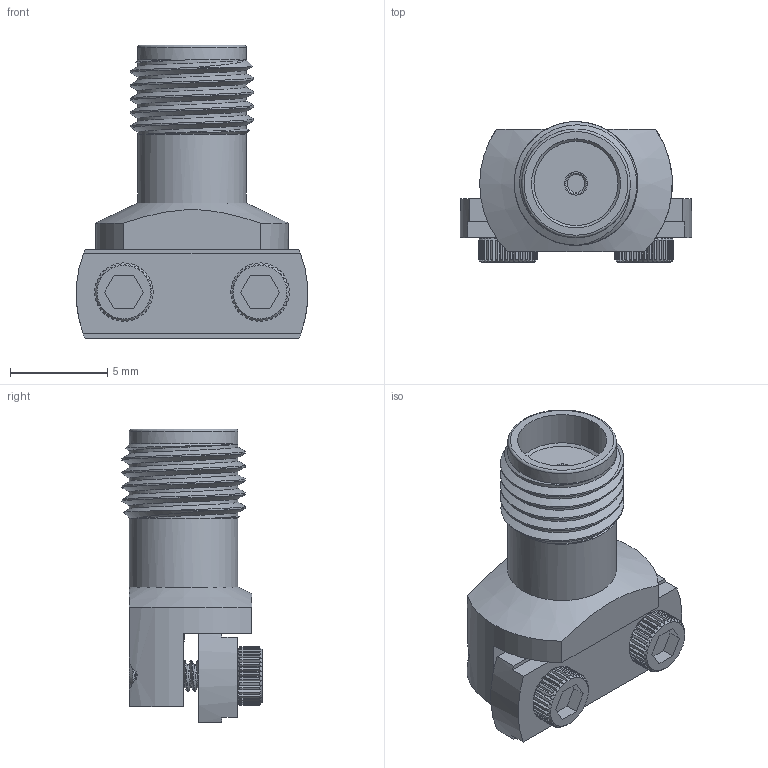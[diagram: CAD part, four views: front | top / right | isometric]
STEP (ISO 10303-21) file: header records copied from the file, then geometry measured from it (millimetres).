
FILE_DESCRIPTION (( 'STEP AP203' ), '1' );
FILE_NAME ('PE45462 ¦ FMCN1487_3D.step', '2020-12-15T18:10:30', ( '' ), ( '' ), 'SwSTEP 2.0', 'SolidWorks 2018', '' );
FILE_SCHEMA (( 'CONFIG_CONTROL_DESIGN' ));
Length unit declared in the file: inch
Products named in the file (1): PE45462 ｦ FMCN1487_3D
Bounding box: 11.88 x 7.21 x 15.09 mm (x, y, z)
Volume: 450.8 mm3; surface area: 870.7 mm2
Topology: 4 solids, 5 shells, 482 faces, 1112 edges, 646 vertices
Faces by surface type: plane 197, cone 157, cylinder 101, bspline 26, torus 1
Full cylindrical faces by diameter (mm): 0.42 x1, 0.82 x1, 0.919 x1, 1.194 x1, 1.6 x7, 2.958 x1, 4.572 x1, 5.582 x2
Entity records: 25957 total; most frequent: CARTESIAN_POINT 16040, ORIENTED_EDGE 2112, DIRECTION 1934, EDGE_CURVE 1056, AXIS2_PLACEMENT_3D 810, VERTEX_POINT 617, EDGE_LOOP 511, FACE_OUTER_BOUND 486
